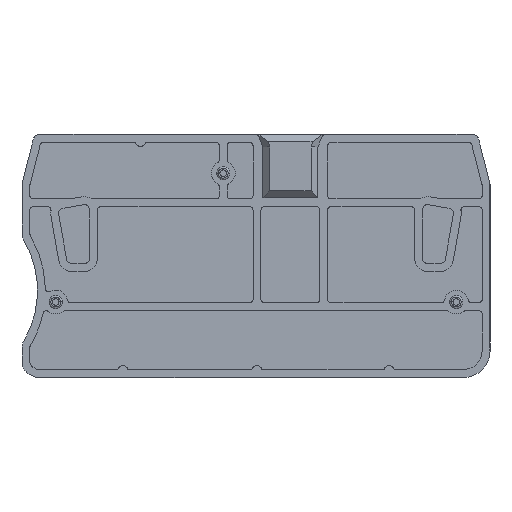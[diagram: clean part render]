
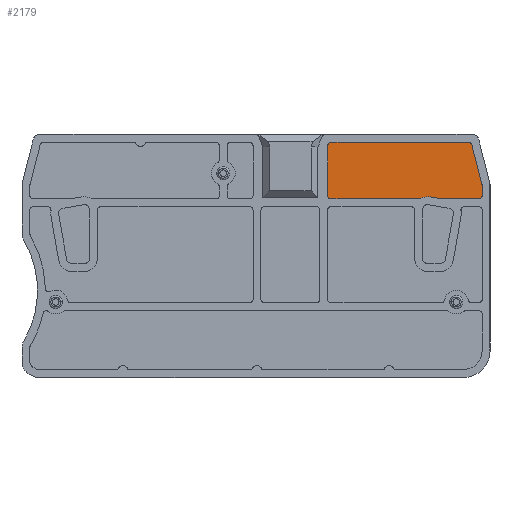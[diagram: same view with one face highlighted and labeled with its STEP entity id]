
A CAD part, top view. The second image highlights one B-rep face of the part: STEP entity #2179.
In plain terms, the highlighted planar face has unit normal (0, 0, 1).
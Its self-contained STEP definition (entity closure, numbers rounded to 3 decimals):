
#204 = VECTOR ( 'NONE', #1257, 1000. ) ;
#213 = EDGE_CURVE ( 'NONE', #3502, #2487, #908, .T. ) ;
#227 = CARTESIAN_POINT ( 'NONE',  ( 9822.344, -2961.93, 0.9 ) ) ;
#298 = VERTEX_POINT ( 'NONE', #2045 ) ;
#385 = LINE ( 'NONE', #4226, #204 ) ;
#435 = DIRECTION ( 'NONE',  ( 1., 0., 0. ) ) ;
#574 = CARTESIAN_POINT ( 'NONE',  ( 9800.145, -2961.93, 0.9 ) ) ;
#631 = CARTESIAN_POINT ( 'NONE',  ( 9822.841, 0.34, 0.9 ) ) ;
#687 = VECTOR ( 'NONE', #4820, 1000. ) ;
#695 = DIRECTION ( 'NONE',  ( 0., 0., 1. ) ) ;
#756 = AXIS2_PLACEMENT_3D ( 'NONE', #574, #4103, #1708 ) ;
#850 = DIRECTION ( 'NONE',  ( 1., 0., 0. ) ) ;
#885 = LINE ( 'NONE', #5494, #687 ) ;
#908 = CIRCLE ( 'NONE', #3913, 0.497 ) ;
#909 = CIRCLE ( 'NONE', #2409, 0.497 ) ;
#951 = AXIS2_PLACEMENT_3D ( 'NONE', #2298, #6446, #3479 ) ;
#1018 = DIRECTION ( 'NONE',  ( 0., 0., 1. ) ) ;
#1257 = DIRECTION ( 'NONE',  ( 1., 0., 0. ) ) ;
#1492 = VECTOR ( 'NONE', #6686, 1000. ) ;
#1513 = CARTESIAN_POINT ( 'NONE',  ( 0., -2962.427, 0.9 ) ) ;
#1525 = PLANE ( 'NONE',  #6417 ) ;
#1613 = CARTESIAN_POINT ( 'NONE',  ( 9800.145, -2954.451, 0.9 ) ) ;
#1655 = EDGE_CURVE ( 'NONE', #5806, #3502, #885, .T. ) ;
#1690 = CIRCLE ( 'NONE', #6475, 0.497 ) ;
#1708 = DIRECTION ( 'NONE',  ( 1., 0., 0. ) ) ;
#1902 = ORIENTED_EDGE ( 'NONE', *, *, #5810, .F. ) ;
#1968 = CARTESIAN_POINT ( 'NONE',  ( 9799.648, 0.34, 0.9 ) ) ;
#2045 = CARTESIAN_POINT ( 'NONE',  ( 9799.648, -2954.451, 0.9 ) ) ;
#2053 = CARTESIAN_POINT ( 'NONE',  ( 9816.714, -2962.427, 0.9 ) ) ;
#2066 = CIRCLE ( 'NONE', #6809, 0.497 ) ;
#2077 = ORIENTED_EDGE ( 'NONE', *, *, #4516, .T. ) ;
#2134 = VERTEX_POINT ( 'NONE', #5042 ) ;
#2140 = DIRECTION ( 'NONE',  ( 0., 0., 1. ) ) ;
#2179 = ADVANCED_FACE ( 'NONE', ( #7442 ), #1525, .T. ) ;
#2298 = CARTESIAN_POINT ( 'NONE',  ( 9814.69, -2964.089, 0.9 ) ) ;
#2396 = VERTEX_POINT ( 'NONE', #2872 ) ;
#2409 = AXIS2_PLACEMENT_3D ( 'NONE', #5593, #4995, #850 ) ;
#2471 = EDGE_CURVE ( 'NONE', #6814, #2134, #5528, .T. ) ;
#2480 = LINE ( 'NONE', #631, #3032 ) ;
#2487 = VERTEX_POINT ( 'NONE', #4662 ) ;
#2512 = ORIENTED_EDGE ( 'NONE', *, *, #2471, .F. ) ;
#2525 = EDGE_CURVE ( 'NONE', #6294, #298, #2066, .T. ) ;
#2639 = CARTESIAN_POINT ( 'NONE',  ( 9822.841, -2961.93, 0.9 ) ) ;
#2717 = DIRECTION ( 'NONE',  ( 1., 0., 0. ) ) ;
#2771 = LINE ( 'NONE', #4091, #4621 ) ;
#2872 = CARTESIAN_POINT ( 'NONE',  ( 9822.344, -2962.427, 0.9 ) ) ;
#2879 = EDGE_CURVE ( 'NONE', #2396, #4197, #1690, .T. ) ;
#2908 = VERTEX_POINT ( 'NONE', #6712 ) ;
#3022 = ORIENTED_EDGE ( 'NONE', *, *, #5702, .F. ) ;
#3032 = VECTOR ( 'NONE', #5426, 1000. ) ;
#3141 = VERTEX_POINT ( 'NONE', #5067 ) ;
#3153 = EDGE_CURVE ( 'NONE', #3934, #6814, #3172, .T. ) ;
#3172 = LINE ( 'NONE', #7317, #3358 ) ;
#3277 = DIRECTION ( 'NONE',  ( -0.985, 0.174, 0. ) ) ;
#3283 = CARTESIAN_POINT ( 'NONE',  ( 9815.035, -2962.131, 0.9 ) ) ;
#3358 = VECTOR ( 'NONE', #3277, 1000. ) ;
#3479 = DIRECTION ( 'NONE',  ( 1., 0., 0. ) ) ;
#3502 = VERTEX_POINT ( 'NONE', #7140 ) ;
#3507 = DIRECTION ( 'NONE',  ( -1., 0., 0. ) ) ;
#3607 = VERTEX_POINT ( 'NONE', #4358 ) ;
#3758 = ORIENTED_EDGE ( 'NONE', *, *, #7570, .T. ) ;
#3913 = AXIS2_PLACEMENT_3D ( 'NONE', #4276, #695, #5481 ) ;
#3934 = VERTEX_POINT ( 'NONE', #2053 ) ;
#4091 = CARTESIAN_POINT ( 'NONE',  ( 0., -2962.426, 0.9 ) ) ;
#4103 = DIRECTION ( 'NONE',  ( 0., 0., 1. ) ) ;
#4197 = VERTEX_POINT ( 'NONE', #2639 ) ;
#4226 = CARTESIAN_POINT ( 'NONE',  ( 0., -2953.954, 0.9 ) ) ;
#4276 = CARTESIAN_POINT ( 'NONE',  ( 9820.839, -2954.451, 0.9 ) ) ;
#4358 = CARTESIAN_POINT ( 'NONE',  ( 9822.841, -2960.419, 0.9 ) ) ;
#4516 = EDGE_CURVE ( 'NONE', #298, #2908, #4645, .T. ) ;
#4621 = VECTOR ( 'NONE', #3507, 1000. ) ;
#4645 = LINE ( 'NONE', #1968, #1492 ) ;
#4662 = CARTESIAN_POINT ( 'NONE',  ( 9820.839, -2953.954, 0.9 ) ) ;
#4818 = ORIENTED_EDGE ( 'NONE', *, *, #7092, .F. ) ;
#4820 = DIRECTION ( 'NONE',  ( -0.245, 0.97, 0. ) ) ;
#4955 = CARTESIAN_POINT ( 'NONE',  ( 9800.145, -2953.954, 0.9 ) ) ;
#4995 = DIRECTION ( 'NONE',  ( 0., 0., 1. ) ) ;
#5006 = CARTESIAN_POINT ( 'NONE',  ( 9822.826, -2960.297, 0.9 ) ) ;
#5041 = ORIENTED_EDGE ( 'NONE', *, *, #3153, .F. ) ;
#5042 = CARTESIAN_POINT ( 'NONE',  ( 9813.599, -2962.427, 0.9 ) ) ;
#5067 = CARTESIAN_POINT ( 'NONE',  ( 9800.145, -2962.427, 0.9 ) ) ;
#5375 = ORIENTED_EDGE ( 'NONE', *, *, #2879, .T. ) ;
#5426 = DIRECTION ( 'NONE',  ( 0., 1., 0. ) ) ;
#5481 = DIRECTION ( 'NONE',  ( 1., 0., 0. ) ) ;
#5494 = CARTESIAN_POINT ( 'NONE',  ( 8532.962, 2152.886, 0.9 ) ) ;
#5528 = CIRCLE ( 'NONE', #951, 1.988 ) ;
#5593 = CARTESIAN_POINT ( 'NONE',  ( 9822.344, -2960.419, 0.9 ) ) ;
#5702 = EDGE_CURVE ( 'NONE', #6294, #2487, #385, .T. ) ;
#5806 = VERTEX_POINT ( 'NONE', #5006 ) ;
#5810 = EDGE_CURVE ( 'NONE', #2396, #3934, #7623, .T. ) ;
#5879 = VECTOR ( 'NONE', #6796, 1000. ) ;
#6037 = ORIENTED_EDGE ( 'NONE', *, *, #6197, .T. ) ;
#6129 = DIRECTION ( 'NONE',  ( 0., 0., 1. ) ) ;
#6179 = DIRECTION ( 'NONE',  ( 1., 0., 0. ) ) ;
#6197 = EDGE_CURVE ( 'NONE', #2908, #3141, #7165, .T. ) ;
#6294 = VERTEX_POINT ( 'NONE', #4955 ) ;
#6410 = ORIENTED_EDGE ( 'NONE', *, *, #6719, .T. ) ;
#6413 = ORIENTED_EDGE ( 'NONE', *, *, #1655, .T. ) ;
#6417 = AXIS2_PLACEMENT_3D ( 'NONE', #7339, #2140, #2717 ) ;
#6446 = DIRECTION ( 'NONE',  ( 0., 0., 1. ) ) ;
#6475 = AXIS2_PLACEMENT_3D ( 'NONE', #227, #6129, #6179 ) ;
#6686 = DIRECTION ( 'NONE',  ( 0., -1., 0. ) ) ;
#6712 = CARTESIAN_POINT ( 'NONE',  ( 9799.648, -2961.93, 0.9 ) ) ;
#6719 = EDGE_CURVE ( 'NONE', #3607, #5806, #909, .T. ) ;
#6737 = EDGE_LOOP ( 'NONE', ( #3022, #6999, #2077, #6037, #4818, #2512, #5041, #1902, #5375, #3758, #6410, #6413, #7559 ) ) ;
#6796 = DIRECTION ( 'NONE',  ( -1., 0., 0. ) ) ;
#6809 = AXIS2_PLACEMENT_3D ( 'NONE', #1613, #1018, #435 ) ;
#6814 = VERTEX_POINT ( 'NONE', #3283 ) ;
#6999 = ORIENTED_EDGE ( 'NONE', *, *, #2525, .T. ) ;
#7092 = EDGE_CURVE ( 'NONE', #2134, #3141, #2771, .T. ) ;
#7140 = CARTESIAN_POINT ( 'NONE',  ( 9821.321, -2954.33, 0.9 ) ) ;
#7165 = CIRCLE ( 'NONE', #756, 0.497 ) ;
#7317 = CARTESIAN_POINT ( 'NONE',  ( -210.595, -1194.342, 0.9 ) ) ;
#7339 = CARTESIAN_POINT ( 'NONE',  ( 9822.344, -2960.419, 0.9 ) ) ;
#7442 = FACE_OUTER_BOUND ( 'NONE', #6737, .T. ) ;
#7559 = ORIENTED_EDGE ( 'NONE', *, *, #213, .T. ) ;
#7570 = EDGE_CURVE ( 'NONE', #4197, #3607, #2480, .T. ) ;
#7623 = LINE ( 'NONE', #1513, #5879 ) ;
